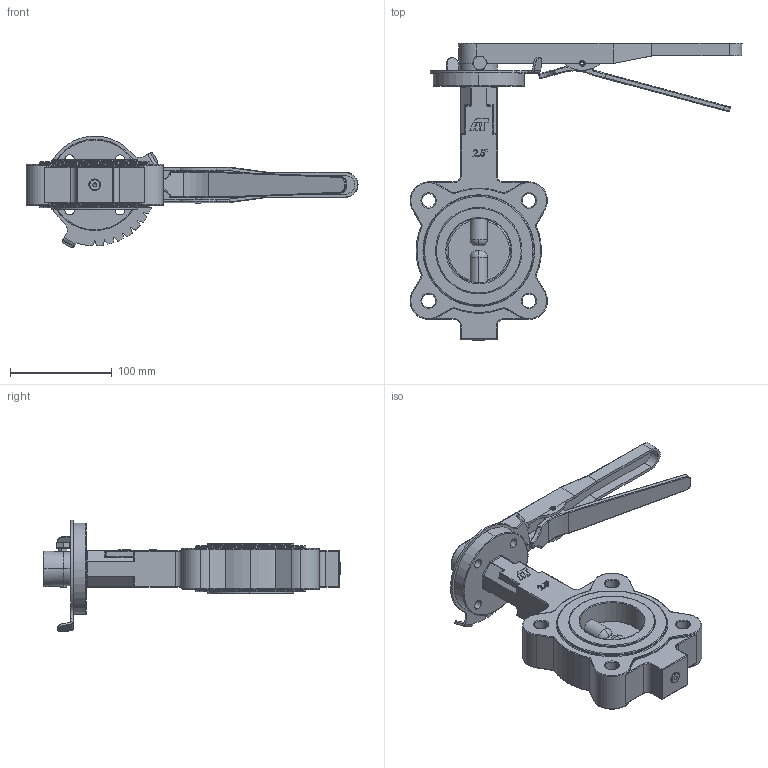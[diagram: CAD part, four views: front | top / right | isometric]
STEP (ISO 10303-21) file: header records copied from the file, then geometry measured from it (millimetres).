
FILE_DESCRIPTION (( 'STEP AP214' ), '1' );
FILE_NAME ('OS-L1-0250-XXX-H.step', '2019-08-12T18:27:50', ( '' ), ( '' ), 'SwSTEP 2.0', 'SolidWorks 2019', '' );
FILE_SCHEMA (( 'AUTOMOTIVE_DESIGN' ));
Length unit declared in the file: inch
Products named in the file (20): spring pin slotted_ai_SPS 0.2188x1.375; 25119; spring pin slotted_ai; 25160; 25174; 2.5 INCH LEVER; hex cap screw_am_B18.2.3.1M - Hex cap screw, M8 x 1.25 x 16 --16N; 25159; 25164; 25108; OS-L1-0250-XXX-H; hex cap screw_am; XX-XX-0200 - 0300 HANDLE FOR SQUARE STEM
Assembly tree (10 placements, depth 3):
  spring pin slotted_ai
  25160
  2.5 INCH LEVER
  25119
  25159
Bounding box: 327.01 x 293.39 x 110.01 mm (x, y, z)
Volume: 884312.8 mm3; surface area: 205756.5 mm2
Topology: 9 solids, 9 shells, 982 faces, 2490 edges, 1538 vertices
Faces by surface type: plane 343, cylinder 314, bspline 150, torus 127, sphere 28, cone 20
Entity records: 38271 total; most frequent: CARTESIAN_POINT 14627, ORIENTED_EDGE 4928, DIRECTION 4572, EDGE_CURVE 2464, AXIS2_PLACEMENT_3D 1666, VERTEX_POINT 1536, VECTOR 1240, LINE 1240
